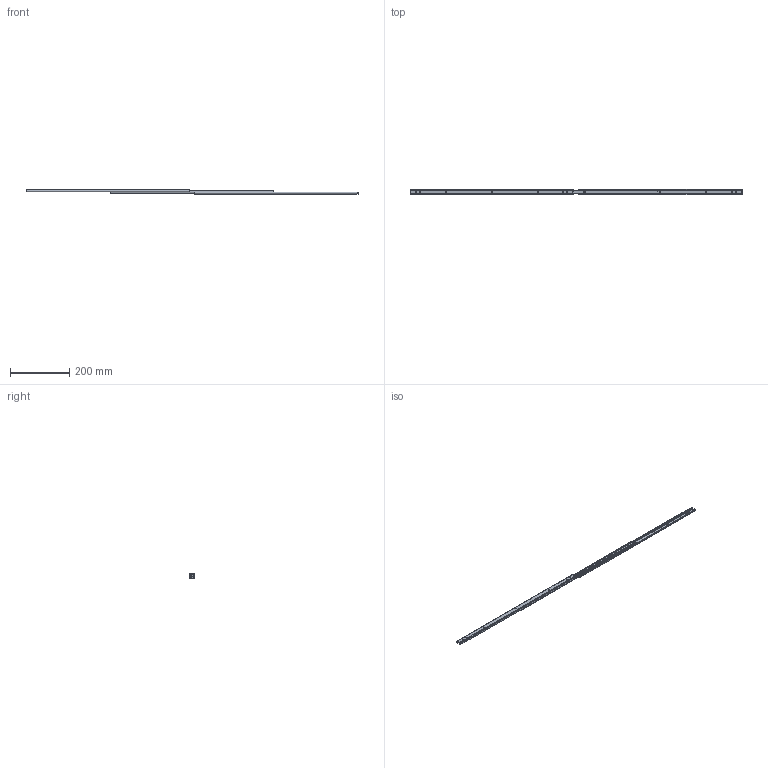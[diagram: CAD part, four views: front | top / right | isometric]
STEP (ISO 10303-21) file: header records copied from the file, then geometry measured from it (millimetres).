
FILE_DESCRIPTION (( 'STEP AP203' ), '1' );
FILE_NAME ('2031-550 AS.STEP', '2020-04-23T05:32:21', ( '' ), ( '' ), 'SwSTEP 2.0', 'SolidWorks 2019', '' );
FILE_SCHEMA (( 'CONFIG_CONTROL_DESIGN' ));
Length unit declared in the file: millimetre
Products named in the file (4): OM-2031-550; 2031-550 AS; CM-Assem8; IM-2031-550
Assembly tree (5 placements, depth 3):
  2031-550 AS
    OM-2031-550  x2
    CM-Assem8
      IM-2031-550  x2
Bounding box: 1118.6 x 20 x 16 mm (x, y, z)
Volume: 68275 mm3; surface area: 109993.9 mm2
Topology: 4 solids, 4 shells, 212 faces, 612 edges, 404 vertices
Faces by surface type: plane 110, cylinder 102
Entity records: 4206 total; most frequent: CARTESIAN_POINT 883, ORIENTED_EDGE 612, DIRECTION 594, EDGE_CURVE 306, VERTEX_POINT 202, AXIS2_PLACEMENT_3D 201, LINE 192, VECTOR 192
